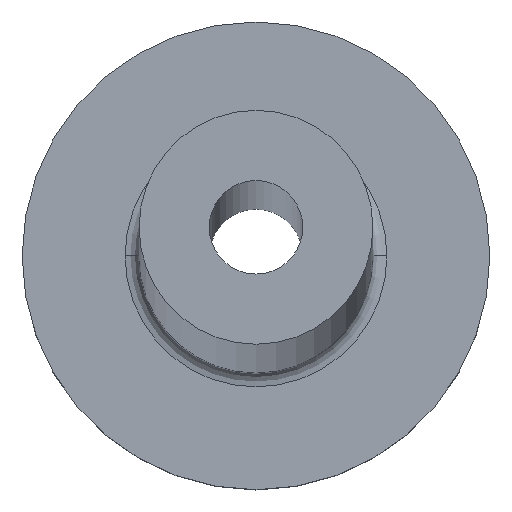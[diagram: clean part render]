
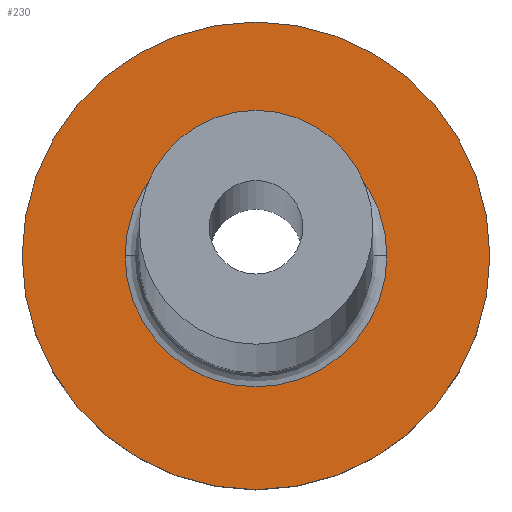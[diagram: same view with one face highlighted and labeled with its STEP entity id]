
A CAD part, top view. The second image highlights one B-rep face of the part: STEP entity #230.
In plain terms, the highlighted planar face has unit normal (0, 0, 1).
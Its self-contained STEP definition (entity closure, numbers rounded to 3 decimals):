
#9 = CARTESIAN_POINT ( 'NONE',  ( -2.8, 0., 3. ) ) ;
#10 = FACE_BOUND ( 'NONE', #243, .T. ) ;
#14 = VERTEX_POINT ( 'NONE', #218 ) ;
#38 = CARTESIAN_POINT ( 'NONE',  ( 0., 0., 3. ) ) ;
#49 = DIRECTION ( 'NONE',  ( 1., 0., 0. ) ) ;
#54 = ORIENTED_EDGE ( 'NONE', *, *, #266, .T. ) ;
#60 = DIRECTION ( 'NONE',  ( 0., 0., 1. ) ) ;
#67 = PLANE ( 'NONE',  #174 ) ;
#81 = ORIENTED_EDGE ( 'NONE', *, *, #202, .T. ) ;
#139 = CIRCLE ( 'NONE', #284, 2.8 ) ;
#146 = VERTEX_POINT ( 'NONE', #9 ) ;
#152 = ORIENTED_EDGE ( 'NONE', *, *, #367, .T. ) ;
#171 = VERTEX_POINT ( 'NONE', #334 ) ;
#172 = CARTESIAN_POINT ( 'NONE',  ( -5., 0., 3. ) ) ;
#174 = AXIS2_PLACEMENT_3D ( 'NONE', #286, #306, #337 ) ;
#181 = DIRECTION ( 'NONE',  ( 1., 0., 0. ) ) ;
#185 = EDGE_CURVE ( 'NONE', #146, #171, #139, .T. ) ;
#197 = DIRECTION ( 'NONE',  ( 0., 0., 1. ) ) ;
#202 = EDGE_CURVE ( 'NONE', #273, #14, #323, .T. ) ;
#203 = CARTESIAN_POINT ( 'NONE',  ( 0., 0., 3. ) ) ;
#218 = CARTESIAN_POINT ( 'NONE',  ( 5., 0., 3. ) ) ;
#226 = CIRCLE ( 'NONE', #270, 5. ) ;
#230 = ADVANCED_FACE ( 'NONE', ( #10, #363 ), #67, .T. ) ;
#234 = EDGE_LOOP ( 'NONE', ( #81, #152 ) ) ;
#242 = CIRCLE ( 'NONE', #376, 2.8 ) ;
#243 = EDGE_LOOP ( 'NONE', ( #54, #380 ) ) ;
#266 = EDGE_CURVE ( 'NONE', #171, #146, #242, .T. ) ;
#268 = CARTESIAN_POINT ( 'NONE',  ( 0., 0., 3. ) ) ;
#270 = AXIS2_PLACEMENT_3D ( 'NONE', #268, #60, #181 ) ;
#273 = VERTEX_POINT ( 'NONE', #172 ) ;
#282 = DIRECTION ( 'NONE',  ( 1., 0., 0. ) ) ;
#284 = AXIS2_PLACEMENT_3D ( 'NONE', #38, #332, #282 ) ;
#286 = CARTESIAN_POINT ( 'NONE',  ( 0., 0., 3. ) ) ;
#302 = AXIS2_PLACEMENT_3D ( 'NONE', #362, #197, #305 ) ;
#305 = DIRECTION ( 'NONE',  ( 1., 0., 0. ) ) ;
#306 = DIRECTION ( 'NONE',  ( 0., 0., 1. ) ) ;
#313 = DIRECTION ( 'NONE',  ( 0., 0., -1. ) ) ;
#323 = CIRCLE ( 'NONE', #302, 5. ) ;
#332 = DIRECTION ( 'NONE',  ( 0., 0., -1. ) ) ;
#334 = CARTESIAN_POINT ( 'NONE',  ( 2.8, 0., 3. ) ) ;
#337 = DIRECTION ( 'NONE',  ( 1., 0., 0. ) ) ;
#362 = CARTESIAN_POINT ( 'NONE',  ( 0., 0., 3. ) ) ;
#363 = FACE_OUTER_BOUND ( 'NONE', #234, .T. ) ;
#367 = EDGE_CURVE ( 'NONE', #14, #273, #226, .T. ) ;
#376 = AXIS2_PLACEMENT_3D ( 'NONE', #203, #313, #49 ) ;
#380 = ORIENTED_EDGE ( 'NONE', *, *, #185, .T. ) ;
